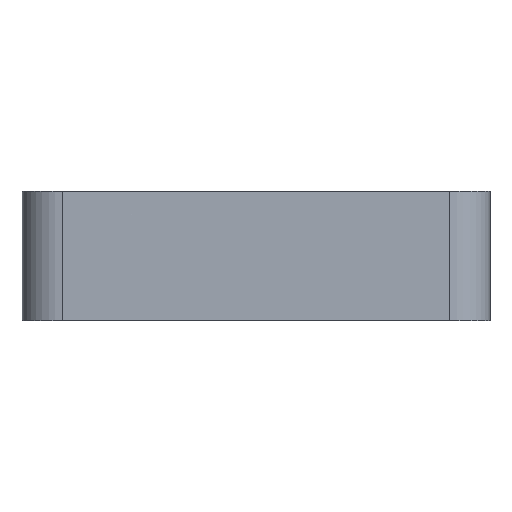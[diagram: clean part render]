
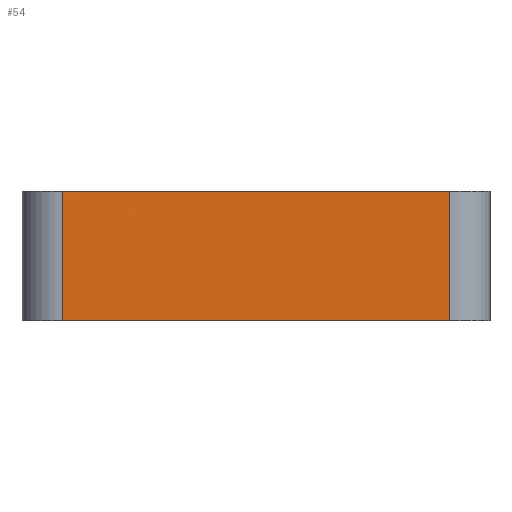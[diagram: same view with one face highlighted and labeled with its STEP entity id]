
A CAD part, left-side view. The second image highlights one B-rep face of the part: STEP entity #54.
In plain terms, the highlighted planar face has unit normal (-1, 0, 0).
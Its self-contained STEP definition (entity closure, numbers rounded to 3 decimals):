
#54=ADVANCED_FACE('',(#194),#195,.T.);
#194=FACE_OUTER_BOUND('',#462,.T.);
#195=PLANE('',#463);
#462=EDGE_LOOP('',(#807,#808,#809,#810));
#463=AXIS2_PLACEMENT_3D('',#811,#812,#813);
#807=ORIENTED_EDGE('',*,*,#1603,.T.);
#808=ORIENTED_EDGE('',*,*,#1604,.F.);
#809=ORIENTED_EDGE('',*,*,#1589,.F.);
#810=ORIENTED_EDGE('',*,*,#1521,.T.);
#811=CARTESIAN_POINT('',(-73.0,24.0,0.0));
#812=DIRECTION('',(-1.0,0.0,0.0));
#813=DIRECTION('',(0.0,0.0,1.0));
#1521=EDGE_CURVE('',#1798,#1796,#1799,.T.);
#1589=EDGE_CURVE('',#1798,#1933,#1934,.T.);
#1603=EDGE_CURVE('',#1796,#1953,#1955,.T.);
#1604=EDGE_CURVE('',#1933,#1953,#1956,.T.);
#1796=VERTEX_POINT('',#2249);
#1798=VERTEX_POINT('',#2251);
#1799=LINE('',#2252,#2253);
#1933=VERTEX_POINT('',#2387);
#1934=LINE('',#2388,#2389);
#1953=VERTEX_POINT('',#2417);
#1955=LINE('',#2419,#2420);
#1956=LINE('',#2421,#2422);
#2249=CARTESIAN_POINT('',(-73.0,-24.0,0.0));
#2251=CARTESIAN_POINT('',(-73.0,24.0,0.0));
#2252=CARTESIAN_POINT('',(-73.0,24.0,0.0));
#2253=VECTOR('',#2811,48.0);
#2387=CARTESIAN_POINT('',(-73.0,24.0,16.0));
#2388=CARTESIAN_POINT('',(-73.0,24.0,0.0));
#2389=VECTOR('',#3013,16.0);
#2417=CARTESIAN_POINT('',(-73.0,-24.0,16.0));
#2419=CARTESIAN_POINT('',(-73.0,-24.0,0.0));
#2420=VECTOR('',#3035,16.0);
#2421=CARTESIAN_POINT('',(-73.0,24.0,16.0));
#2422=VECTOR('',#3036,48.0);
#2811=DIRECTION('',(0.0,-1.0,0.0));
#3013=DIRECTION('',(0.0,0.0,1.0));
#3035=DIRECTION('',(0.0,0.0,1.0));
#3036=DIRECTION('',(0.0,-1.0,0.0));
